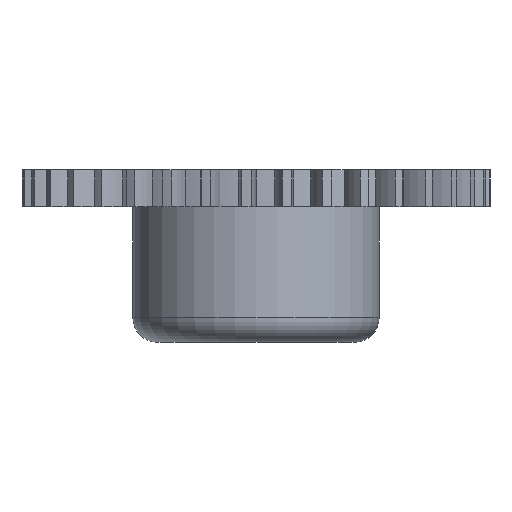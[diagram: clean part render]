
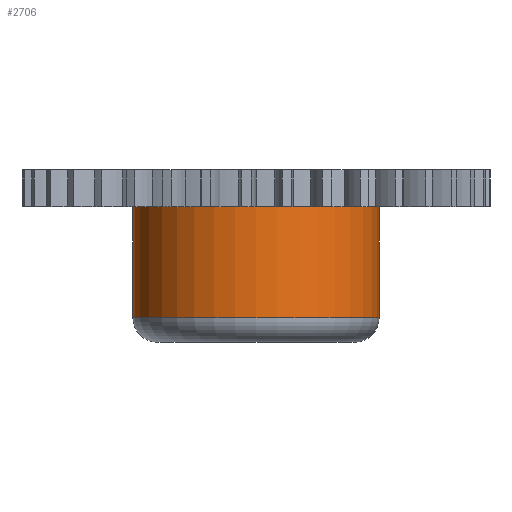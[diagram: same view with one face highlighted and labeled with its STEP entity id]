
A CAD part, front view. The second image highlights one B-rep face of the part: STEP entity #2706.
In plain terms, the highlighted cylindrical face has radius 10 mm (diameter 20 mm), a full revolution.
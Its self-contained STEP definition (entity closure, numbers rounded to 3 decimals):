
#15=LINE('',#4387,#161);
#161=VECTOR('',#3340,10.);
#307=CYLINDRICAL_SURFACE('',#2876,10.);
#461=FACE_OUTER_BOUND('',#614,.T.);
#614=EDGE_LOOP('',(#1815,#1816,#1817,#1818));
#766=CIRCLE('',#2871,10.);
#770=CIRCLE('',#2877,10.);
#1066=VERTEX_POINT('',#4376);
#1069=VERTEX_POINT('',#4385);
#1363=EDGE_CURVE('',#1066,#1066,#766,.T.);
#1367=EDGE_CURVE('',#1069,#1069,#770,.T.);
#1368=EDGE_CURVE('',#1069,#1066,#15,.T.);
#1815=ORIENTED_EDGE('',*,*,#1367,.F.);
#1816=ORIENTED_EDGE('',*,*,#1368,.T.);
#1817=ORIENTED_EDGE('',*,*,#1363,.F.);
#1818=ORIENTED_EDGE('',*,*,#1368,.F.);
#2706=ADVANCED_FACE('',(#461),#307,.T.);
#2871=AXIS2_PLACEMENT_3D('',#4377,#3326,#3327);
#2876=AXIS2_PLACEMENT_3D('',#4384,#3336,#3337);
#2877=AXIS2_PLACEMENT_3D('',#4386,#3338,#3339);
#3326=DIRECTION('center_axis',(0.,0.,-1.));
#3327=DIRECTION('ref_axis',(1.,0.,0.));
#3336=DIRECTION('center_axis',(0.,0.,1.));
#3337=DIRECTION('ref_axis',(1.,0.,0.));
#3338=DIRECTION('center_axis',(0.,0.,1.));
#3339=DIRECTION('ref_axis',(1.,0.,0.));
#3340=DIRECTION('',(0.,0.,-1.));
#4376=CARTESIAN_POINT('',(-10.,0.,2.));
#4377=CARTESIAN_POINT('Origin',(0.,0.,2.));
#4384=CARTESIAN_POINT('Origin',(0.,0.,0.));
#4385=CARTESIAN_POINT('',(-10.,0.,11.));
#4386=CARTESIAN_POINT('Origin',(0.,0.,11.));
#4387=CARTESIAN_POINT('',(-10.,0.,0.));
